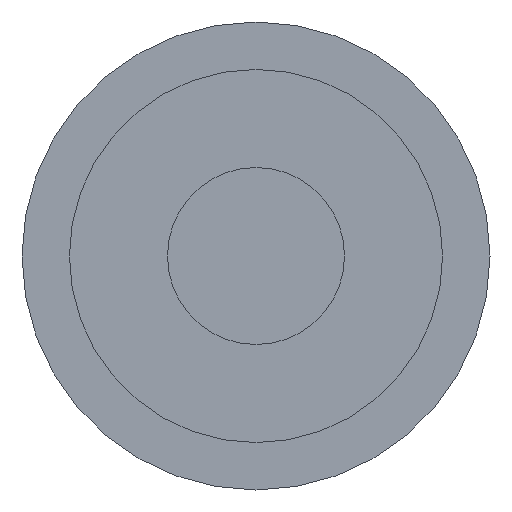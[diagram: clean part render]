
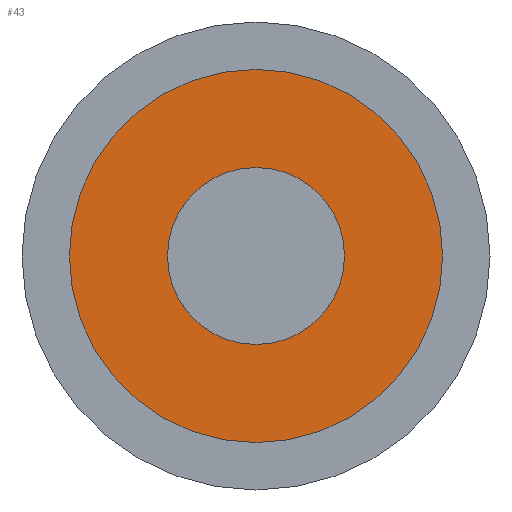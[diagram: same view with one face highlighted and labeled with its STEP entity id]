
A CAD part, front view. The second image highlights one B-rep face of the part: STEP entity #43.
In plain terms, the highlighted planar face has unit normal (0, -1, 0).
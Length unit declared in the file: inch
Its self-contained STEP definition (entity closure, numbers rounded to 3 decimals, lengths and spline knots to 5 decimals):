
#32 = EDGE_LOOP ( 'NONE', ( #39, #40 ) ) ;
#37 = ORIENTED_EDGE ( 'NONE', *, *, #51, .F. ) ;
#38 = EDGE_CURVE ( 'NONE', #187, #192, #241, .T. ) ;
#39 = ORIENTED_EDGE ( 'NONE', *, *, #202, .T. ) ;
#40 = ORIENTED_EDGE ( 'NONE', *, *, #38, .T. ) ;
#43 = ADVANCED_FACE ( 'NONE', ( #236, #235 ), #59, .T. ) ;
#44 = EDGE_LOOP ( 'NONE', ( #58, #37 ) ) ;
#51 = EDGE_CURVE ( 'NONE', #218, #158, #67, .T. ) ;
#58 = ORIENTED_EDGE ( 'NONE', *, *, #157, .F. ) ;
#59 = PLANE ( 'NONE',  #69 ) ;
#61 = DIRECTION ( 'NONE',  ( 0., -1., 0. ) ) ;
#64 = DIRECTION ( 'NONE',  ( 0., -1., 0. ) ) ;
#65 = CARTESIAN_POINT ( 'NONE',  ( 0., 0., 0. ) ) ;
#66 = AXIS2_PLACEMENT_3D ( 'NONE', #65, #64, #74 ) ;
#67 = CIRCLE ( 'NONE', #66, 0.08075 ) ;
#69 = AXIS2_PLACEMENT_3D ( 'NONE', #71, #61, #76 ) ;
#71 = CARTESIAN_POINT ( 'NONE',  ( 0.08075, 0., 0. ) ) ;
#74 = DIRECTION ( 'NONE',  ( 1., 0., 0. ) ) ;
#76 = DIRECTION ( 'NONE',  ( 1., 0., 0. ) ) ;
#98 = DIRECTION ( 'NONE',  ( 0., -1., 0. ) ) ;
#99 = CARTESIAN_POINT ( 'NONE',  ( 0., 0., 0. ) ) ;
#100 = AXIS2_PLACEMENT_3D ( 'NONE', #99, #98, #123 ) ;
#101 = CIRCLE ( 'NONE', #100, 0.08075 ) ;
#123 = DIRECTION ( 'NONE',  ( 1., 0., 0. ) ) ;
#125 = CARTESIAN_POINT ( 'NONE',  ( 0.08075, 0., 0. ) ) ;
#157 = EDGE_CURVE ( 'NONE', #158, #218, #101, .T. ) ;
#158 = VERTEX_POINT ( 'NONE', #125 ) ;
#187 = VERTEX_POINT ( 'NONE', #335 ) ;
#192 = VERTEX_POINT ( 'NONE', #305 ) ;
#202 = EDGE_CURVE ( 'NONE', #192, #187, #350, .T. ) ;
#218 = VERTEX_POINT ( 'NONE', #403 ) ;
#235 = FACE_BOUND ( 'NONE', #44, .T. ) ;
#236 = FACE_OUTER_BOUND ( 'NONE', #32, .T. ) ;
#237 = DIRECTION ( 'NONE',  ( 1., 0., 0. ) ) ;
#238 = DIRECTION ( 'NONE',  ( 0., -1., 0. ) ) ;
#239 = CARTESIAN_POINT ( 'NONE',  ( 0., 0., 0. ) ) ;
#240 = AXIS2_PLACEMENT_3D ( 'NONE', #239, #238, #237 ) ;
#241 = CIRCLE ( 'NONE', #240, 0.17025 ) ;
#305 = CARTESIAN_POINT ( 'NONE',  ( 0.17025, 0., 0. ) ) ;
#335 = CARTESIAN_POINT ( 'NONE',  ( -0.17025, 0., 0. ) ) ;
#350 = CIRCLE ( 'NONE', #365, 0.17025 ) ;
#362 = DIRECTION ( 'NONE',  ( 1., 0., 0. ) ) ;
#363 = DIRECTION ( 'NONE',  ( 0., -1., 0. ) ) ;
#364 = CARTESIAN_POINT ( 'NONE',  ( 0., 0., 0. ) ) ;
#365 = AXIS2_PLACEMENT_3D ( 'NONE', #364, #363, #362 ) ;
#403 = CARTESIAN_POINT ( 'NONE',  ( -0.08075, 0., 0. ) ) ;
